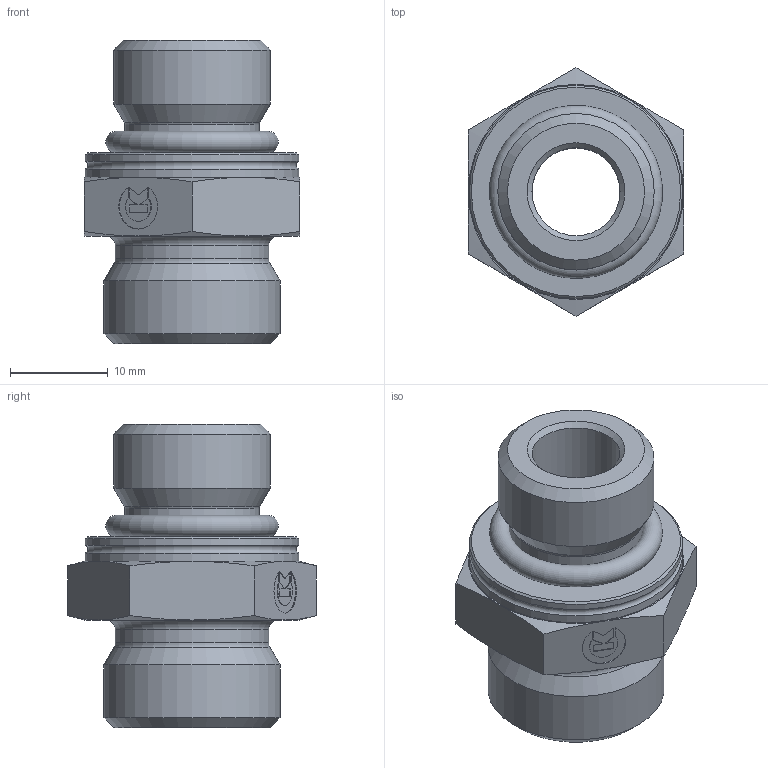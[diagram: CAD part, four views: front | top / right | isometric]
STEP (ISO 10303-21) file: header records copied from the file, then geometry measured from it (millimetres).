
FILE_DESCRIPTION((''),'2;1');
FILE_NAME('131121618.stp','2014-08-08T14:49:24',(''),('KNOMI spol. s r. o.'),'Autodesk Inventor 2012','Autodesk Inventor 2012','');
FILE_SCHEMA(('AUTOMOTIVE_DESIGN { 1 2 10303 214 0 1 1 1 }'));
Length unit declared in the file: millimetre
Products named in the file (3): PHFM2 12LM   M16/M18 Js10; 132121618; 60813300220
Assembly tree (2 placements, depth 2):
  PHFM2 12LM   M16/M18 Js10
    132121618
    60813300220
Bounding box: 22 x 25.4 x 31 mm (x, y, z)
Volume: 5799.8 mm3; surface area: 3772 mm2
Topology: 2 solids, 2 shells, 79 faces, 186 edges, 117 vertices
Faces by surface type: plane 42, cone 19, cylinder 12, torus 6
Full cylindrical faces by diameter (mm): 9 x1, 12 x1, 13.7 x1, 15.7 x1, 16 x1, 18 x1, 21.8 x2
Entity records: 2243 total; most frequent: CARTESIAN_POINT 401, DIRECTION 350, ORIENTED_EDGE 318, EDGE_CURVE 159, AXIS2_PLACEMENT_3D 131, VERTEX_POINT 110, EDGE_LOOP 109, VECTOR 88
